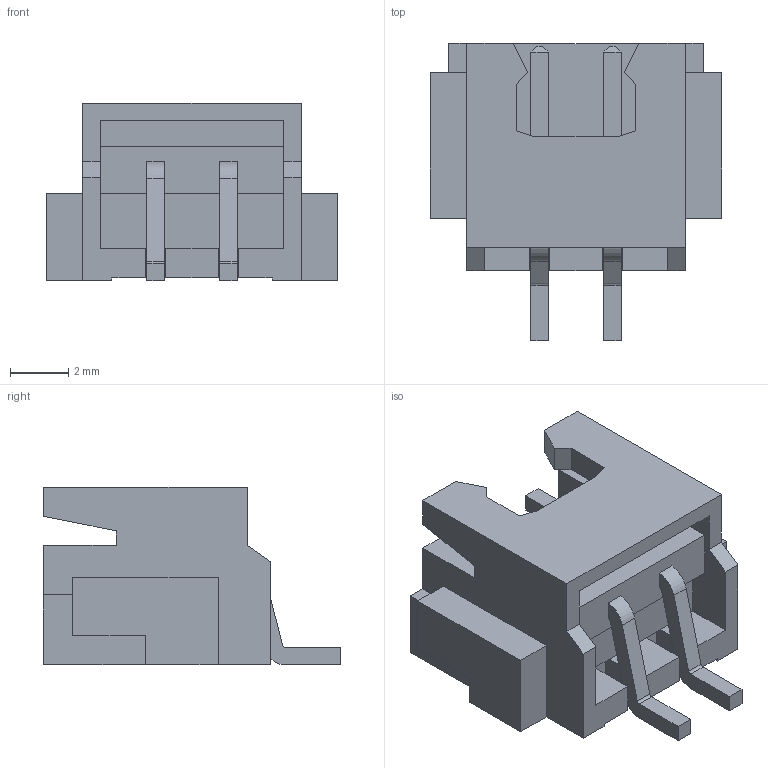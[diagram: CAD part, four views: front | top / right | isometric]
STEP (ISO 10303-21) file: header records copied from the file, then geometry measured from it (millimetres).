
FILE_DESCRIPTION (( 'STEP AP214' ), '1' );
FILE_NAME ('2F74E94E-556A-4065-AF42-4F53148A1835.STEP', '2024-04-13T20:19:56', ( '' ), ( '' ), 'SwSTEP 2.0', 'SolidWorks 2022', '' );
FILE_SCHEMA (( 'AUTOMOTIVE_DESIGN' ));
Length unit declared in the file: millimetre
Products named in the file (1): 2F74E94E-556A-4065-AF42-4F53148A1835
Bounding box: 10 x 10.2 x 6.1 mm (x, y, z)
Volume: 212.9 mm3; surface area: 527 mm2
Topology: 1 solids, 1 shells, 120 faces, 330 edges, 216 vertices
Faces by surface type: plane 112, cylinder 8
Entity records: 4318 total; most frequent: CARTESIAN_POINT 667, ORIENTED_EDGE 660, DIRECTION 588, EDGE_CURVE 330, LINE 314, VECTOR 314, VERTEX_POINT 216, AXIS2_PLACEMENT_3D 137
